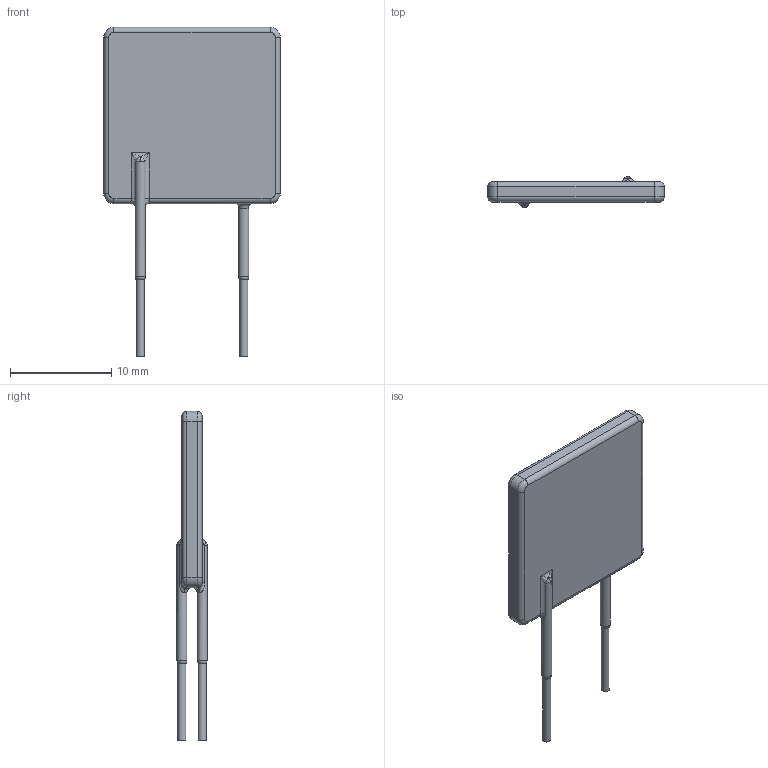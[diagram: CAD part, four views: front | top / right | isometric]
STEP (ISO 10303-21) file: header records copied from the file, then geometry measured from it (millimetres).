
FILE_DESCRIPTION(/* description */ ('Unknown'),/* implementation_level */ '2;1');
FILE_NAME(/* name */ 'MF-R500',/* time_stamp */ '2023-07-28T17:40:57+02:00',/* author */ ('Unknown'),/* organization */ ('Unknown'),/* preprocessor_version */ 'ST-DEVELOPER v18.102',/* originating_system */ 'Solid Edge',/* authorisation */ 'Unknown');
FILE_SCHEMA (('AUTOMOTIVE_DESIGN {1 0 10303 214 3 1 1}'));
Length unit declared in the file: millimetre
Products named in the file (1): MF-R500
Bounding box: 17.4 x 3 x 32.5 mm (x, y, z)
Volume: 620.5 mm3; surface area: 800.1 mm2
Topology: 1 solids, 1 shells, 56 faces, 128 edges, 70 vertices
Faces by surface type: cylinder 24, torus 12, bspline 10, plane 8, sphere 2
Full cylindrical faces by diameter (mm): 0.81 x2, 1.002 x2
Entity records: 2108 total; most frequent: CARTESIAN_POINT 541, DIRECTION 252, ORIENTED_EDGE 228, EDGE_CURVE 114, AXIS2_PLACEMENT_3D 107, VERTEX_POINT 66, EDGE_LOOP 62, FACE_BOUND 62
